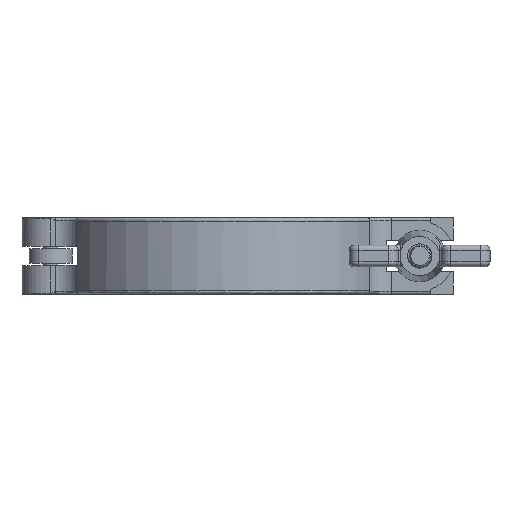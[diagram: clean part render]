
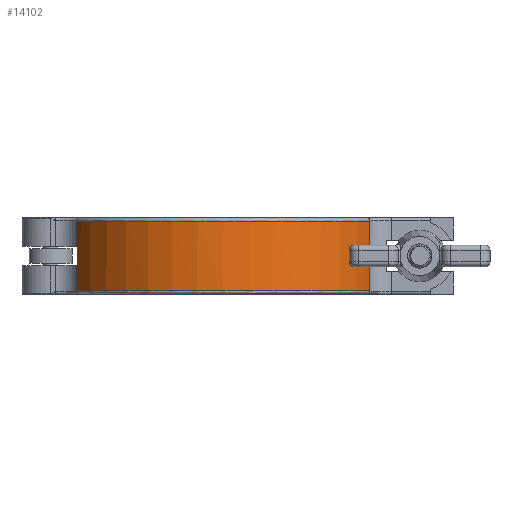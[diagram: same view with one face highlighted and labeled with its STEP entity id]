
A CAD part, front view. The second image highlights one B-rep face of the part: STEP entity #14102.
In plain terms, the highlighted cylindrical face has radius 34 mm (diameter 68 mm), a partial arc.
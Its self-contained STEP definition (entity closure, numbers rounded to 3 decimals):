
#11 = EDGE_CURVE ( 'NONE', #11589, #8163, #14625, .T. ) ;
#165 = CARTESIAN_POINT ( 'NONE',  ( 15.369, 31.094, 7.3 ) ) ;
#722 = CARTESIAN_POINT ( 'NONE',  ( -30.405, 15.816, 8. ) ) ;
#901 = CARTESIAN_POINT ( 'NONE',  ( -30.6, 15.421, 7.3 ) ) ;
#1028 = CARTESIAN_POINT ( 'NONE',  ( 20.745, 27.724, -7.3 ) ) ;
#1046 = CARTESIAN_POINT ( 'NONE',  ( 0., 0.6, 2. ) ) ;
#1076 = CARTESIAN_POINT ( 'NONE',  ( -30.6, 15.421, -7.3 ) ) ;
#1335 = CARTESIAN_POINT ( 'NONE',  ( 23.196, 25.66, 7.3 ) ) ;
#1733 = DIRECTION ( 'NONE',  ( 0., 0., -1. ) ) ;
#1960 = ORIENTED_EDGE ( 'NONE', *, *, #10293, .T. ) ;
#2173 = CARTESIAN_POINT ( 'NONE',  ( 12.443, 32.4, -7.3 ) ) ;
#2196 = DIRECTION ( 'NONE',  ( 1., 0., 0. ) ) ;
#2410 = DIRECTION ( 'NONE',  ( -1., 0., 0. ) ) ;
#2426 = CARTESIAN_POINT ( 'NONE',  ( -23.196, 25.66, 7.3 ) ) ;
#2453 = DIRECTION ( 'NONE',  ( 0., 0., -1. ) ) ;
#2474 = CARTESIAN_POINT ( 'NONE',  ( 29.217, 18.276, 7.3 ) ) ;
#2545 = VECTOR ( 'NONE', #10057, 1000. ) ;
#2575 = CARTESIAN_POINT ( 'NONE',  ( 0., 0.6, -2. ) ) ;
#2774 = CARTESIAN_POINT ( 'NONE',  ( 30.6, 15.421, -7.3 ) ) ;
#2900 = LINE ( 'NONE', #11216, #2545 ) ;
#3001 = DIRECTION ( 'NONE',  ( 0., 0., -1. ) ) ;
#3200 = AXIS2_PLACEMENT_3D ( 'NONE', #1046, #9111, #2196 ) ;
#3305 = CARTESIAN_POINT ( 'NONE',  ( 3.173, 34.6, -7.3 ) ) ;
#3399 = VERTEX_POINT ( 'NONE', #11145 ) ;
#3577 = CARTESIAN_POINT ( 'NONE',  ( -15.369, 31.094, 7.3 ) ) ;
#3700 = EDGE_CURVE ( 'NONE', #13122, #3741, #6451, .T. ) ;
#3721 = DIRECTION ( 'NONE',  ( 1., 0., 0. ) ) ;
#3741 = VERTEX_POINT ( 'NONE', #14466 ) ;
#4223 = EDGE_CURVE ( 'NONE', #7040, #13122, #9923, .T. ) ;
#4249 = DIRECTION ( 'NONE',  ( 0., 0., -1. ) ) ;
#4466 = CARTESIAN_POINT ( 'NONE',  ( -6.345, 34.153, -7.3 ) ) ;
#4507 = CARTESIAN_POINT ( 'NONE',  ( -30.405, 15.816, 2. ) ) ;
#4637 = ORIENTED_EDGE ( 'NONE', *, *, #11, .T. ) ;
#4714 = CIRCLE ( 'NONE', #3200, 34. ) ;
#4716 = VERTEX_POINT ( 'NONE', #4507 ) ;
#4723 = CARTESIAN_POINT ( 'NONE',  ( -6.345, 34.153, 7.3 ) ) ;
#5612 = CARTESIAN_POINT ( 'NONE',  ( -15.369, 31.094, -7.3 ) ) ;
#5875 = CARTESIAN_POINT ( 'NONE',  ( 3.173, 34.6, 7.3 ) ) ;
#6297 = ORIENTED_EDGE ( 'NONE', *, *, #14944, .T. ) ;
#6350 = EDGE_CURVE ( 'NONE', #4716, #7040, #13292, .T. ) ;
#6451 = LINE ( 'NONE', #14410, #12268 ) ;
#6480 = EDGE_LOOP ( 'NONE', ( #9755, #1960, #14405, #9530, #4637, #6297, #9235, #14789 ) ) ;
#6791 = CARTESIAN_POINT ( 'NONE',  ( -23.196, 25.66, -7.3 ) ) ;
#7040 = VERTEX_POINT ( 'NONE', #9315 ) ;
#7057 = CARTESIAN_POINT ( 'NONE',  ( 12.443, 32.4, 7.3 ) ) ;
#7800 = B_SPLINE_CURVE_WITH_KNOTS ( 'NONE', 3,
 ( #11625, #8210, #9357, #2426, #10526, #3577, #11672, #4723, #12835, #5875, #13997, #7057, #165, #8252, #1335, #9408, #2474, #10567 ),
 .UNSPECIFIED., .F., .F.,
 ( 4, 2, 2, 2, 2, 2, 2, 2, 4 ),
 ( 0., 0.125, 0.25, 0.375, 0.5, 0.625, 0.75, 0.875, 1. ),
 .UNSPECIFIED. ) ;
#7931 = CARTESIAN_POINT ( 'NONE',  ( 23.196, 25.66, -7.3 ) ) ;
#7985 = CARTESIAN_POINT ( 'NONE',  ( -29.217, 18.276, -7.3 ) ) ;
#8137 = CYLINDRICAL_SURFACE ( 'NONE', #9336, 34. ) ;
#8163 = VERTEX_POINT ( 'NONE', #2774 ) ;
#8210 = CARTESIAN_POINT ( 'NONE',  ( -29.217, 18.276, 7.3 ) ) ;
#8252 = CARTESIAN_POINT ( 'NONE',  ( 20.745, 27.724, 7.3 ) ) ;
#8848 = B_SPLINE_CURVE_WITH_KNOTS ( 'NONE', 3,
 ( #13673, #12528, #14875, #7931, #1028, #9094, #2173, #10250, #3305, #11415, #4466, #12566, #5612, #13731, #6791, #14928, #7985, #1076 ),
 .UNSPECIFIED., .F., .F.,
 ( 4, 2, 2, 2, 2, 2, 2, 2, 4 ),
 ( 0., 0.125, 0.25, 0.375, 0.5, 0.625, 0.75, 0.875, 1. ),
 .UNSPECIFIED. ) ;
#9094 = CARTESIAN_POINT ( 'NONE',  ( 15.369, 31.094, -7.3 ) ) ;
#9111 = DIRECTION ( 'NONE',  ( 0., 0., 1. ) ) ;
#9235 = ORIENTED_EDGE ( 'NONE', *, *, #3700, .F. ) ;
#9315 = CARTESIAN_POINT ( 'NONE',  ( -30.405, 15.816, -2. ) ) ;
#9336 = AXIS2_PLACEMENT_3D ( 'NONE', #10507, #2453, #2410 ) ;
#9357 = CARTESIAN_POINT ( 'NONE',  ( -27.432, 20.936, 7.3 ) ) ;
#9408 = CARTESIAN_POINT ( 'NONE',  ( 27.432, 20.936, 7.3 ) ) ;
#9530 = ORIENTED_EDGE ( 'NONE', *, *, #12963, .T. ) ;
#9665 = AXIS2_PLACEMENT_3D ( 'NONE', #2575, #10672, #3721 ) ;
#9755 = ORIENTED_EDGE ( 'NONE', *, *, #6350, .F. ) ;
#9923 = CIRCLE ( 'NONE', #9665, 34. ) ;
#10057 = DIRECTION ( 'NONE',  ( 0., 0., -1. ) ) ;
#10240 = VERTEX_POINT ( 'NONE', #901 ) ;
#10250 = CARTESIAN_POINT ( 'NONE',  ( 6.345, 34.153, -7.3 ) ) ;
#10265 = VECTOR ( 'NONE', #3001, 1000. ) ;
#10293 = EDGE_CURVE ( 'NONE', #4716, #3399, #4714, .T. ) ;
#10507 = CARTESIAN_POINT ( 'NONE',  ( 0., 0.6, 8. ) ) ;
#10526 = CARTESIAN_POINT ( 'NONE',  ( -20.745, 27.724, 7.3 ) ) ;
#10567 = CARTESIAN_POINT ( 'NONE',  ( 30.6, 15.421, 7.3 ) ) ;
#10672 = DIRECTION ( 'NONE',  ( 0., 0., 1. ) ) ;
#10953 = CARTESIAN_POINT ( 'NONE',  ( -30.6, 15.421, -2. ) ) ;
#11145 = CARTESIAN_POINT ( 'NONE',  ( -30.6, 15.421, 2. ) ) ;
#11198 = CARTESIAN_POINT ( 'NONE',  ( 30.6, 15.421, 8. ) ) ;
#11216 = CARTESIAN_POINT ( 'NONE',  ( -30.6, 15.421, 8. ) ) ;
#11264 = EDGE_CURVE ( 'NONE', #10240, #3399, #2900, .T. ) ;
#11415 = CARTESIAN_POINT ( 'NONE',  ( -3.173, 34.6, -7.3 ) ) ;
#11589 = VERTEX_POINT ( 'NONE', #14281 ) ;
#11625 = CARTESIAN_POINT ( 'NONE',  ( -30.6, 15.421, 7.3 ) ) ;
#11672 = CARTESIAN_POINT ( 'NONE',  ( -12.443, 32.4, 7.3 ) ) ;
#12268 = VECTOR ( 'NONE', #1733, 1000. ) ;
#12528 = CARTESIAN_POINT ( 'NONE',  ( 29.217, 18.276, -7.3 ) ) ;
#12566 = CARTESIAN_POINT ( 'NONE',  ( -12.443, 32.4, -7.3 ) ) ;
#12835 = CARTESIAN_POINT ( 'NONE',  ( -3.173, 34.6, 7.3 ) ) ;
#12963 = EDGE_CURVE ( 'NONE', #10240, #11589, #7800, .T. ) ;
#13122 = VERTEX_POINT ( 'NONE', #10953 ) ;
#13292 = LINE ( 'NONE', #722, #10265 ) ;
#13673 = CARTESIAN_POINT ( 'NONE',  ( 30.6, 15.421, -7.3 ) ) ;
#13731 = CARTESIAN_POINT ( 'NONE',  ( -20.745, 27.724, -7.3 ) ) ;
#13997 = CARTESIAN_POINT ( 'NONE',  ( 6.345, 34.153, 7.3 ) ) ;
#14102 = ADVANCED_FACE ( 'NONE', ( #14648 ), #8137, .T. ) ;
#14245 = VECTOR ( 'NONE', #4249, 1000. ) ;
#14281 = CARTESIAN_POINT ( 'NONE',  ( 30.6, 15.421, 7.3 ) ) ;
#14405 = ORIENTED_EDGE ( 'NONE', *, *, #11264, .F. ) ;
#14410 = CARTESIAN_POINT ( 'NONE',  ( -30.6, 15.421, 8. ) ) ;
#14466 = CARTESIAN_POINT ( 'NONE',  ( -30.6, 15.421, -7.3 ) ) ;
#14625 = LINE ( 'NONE', #11198, #14245 ) ;
#14648 = FACE_OUTER_BOUND ( 'NONE', #6480, .T. ) ;
#14789 = ORIENTED_EDGE ( 'NONE', *, *, #4223, .F. ) ;
#14875 = CARTESIAN_POINT ( 'NONE',  ( 27.432, 20.936, -7.3 ) ) ;
#14928 = CARTESIAN_POINT ( 'NONE',  ( -27.432, 20.936, -7.3 ) ) ;
#14944 = EDGE_CURVE ( 'NONE', #8163, #3741, #8848, .T. ) ;
